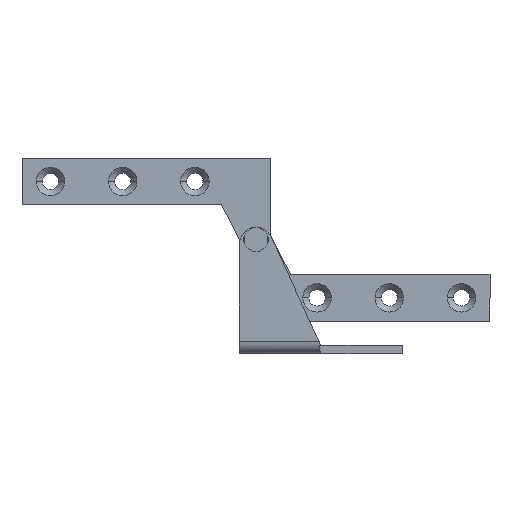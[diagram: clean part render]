
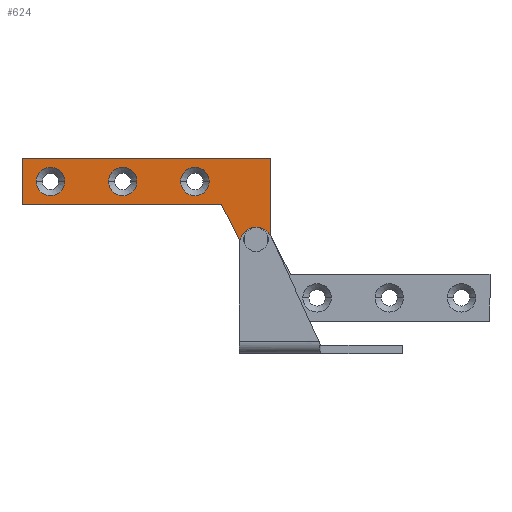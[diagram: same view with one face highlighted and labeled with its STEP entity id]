
A CAD part, top view. The second image highlights one B-rep face of the part: STEP entity #624.
In plain terms, the highlighted planar face has unit normal (0, 0, 1).
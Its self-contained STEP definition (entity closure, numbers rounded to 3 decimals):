
#21 = DIRECTION ( 'NONE',  ( 1., 0., 0. ) ) ;
#429 = DIRECTION ( 'NONE',  ( 0., 0., 1. ) ) ;
#445 = ORIENTED_EDGE ( 'NONE', *, *, #13704, .T. ) ;
#590 = EDGE_LOOP ( 'NONE', ( #6651, #13855 ) ) ;
#591 = CIRCLE ( 'NONE', #1160, 3.5 ) ;
#624 = ADVANCED_FACE ( 'NONE', ( #7523, #796, #14054, #4637, #2197 ), #9963, .F. ) ;
#796 = FACE_BOUND ( 'NONE', #590, .T. ) ;
#912 = AXIS2_PLACEMENT_3D ( 'NONE', #16646, #6268, #11583 ) ;
#974 = DIRECTION ( 'NONE',  ( 0., 0., 1. ) ) ;
#1121 = CIRCLE ( 'NONE', #1398, 3.5 ) ;
#1155 = DIRECTION ( 'NONE',  ( 1., 0., 0. ) ) ;
#1160 = AXIS2_PLACEMENT_3D ( 'NONE', #12391, #429, #11175 ) ;
#1269 = CARTESIAN_POINT ( 'NONE',  ( -3.5, 0., 0. ) ) ;
#1398 = AXIS2_PLACEMENT_3D ( 'NONE', #3736, #3990, #9327 ) ;
#1575 = LINE ( 'NONE', #6906, #11621 ) ;
#1784 = ORIENTED_EDGE ( 'NONE', *, *, #5925, .T. ) ;
#1809 = CARTESIAN_POINT ( 'NONE',  ( -3.5, -20.5, 0. ) ) ;
#2197 = FACE_OUTER_BOUND ( 'NONE', #13190, .T. ) ;
#2298 = CARTESIAN_POINT ( 'NONE',  ( 15., -14.75, 0. ) ) ;
#2564 = AXIS2_PLACEMENT_3D ( 'NONE', #15276, #15451, #4723 ) ;
#2952 = LINE ( 'NONE', #1809, #6736 ) ;
#3124 = EDGE_CURVE ( 'NONE', #6262, #12548, #13073, .T. ) ;
#3169 = ORIENTED_EDGE ( 'NONE', *, *, #7671, .T. ) ;
#3250 = EDGE_CURVE ( 'NONE', #12676, #6262, #17250, .T. ) ;
#3378 = CARTESIAN_POINT ( 'NONE',  ( 50.5, -14.75, 0. ) ) ;
#3532 = ORIENTED_EDGE ( 'NONE', *, *, #8907, .F. ) ;
#3736 = CARTESIAN_POINT ( 'NONE',  ( 32.75, -14.75, 0. ) ) ;
#3852 = VECTOR ( 'NONE', #15860, 1000. ) ;
#3990 = DIRECTION ( 'NONE',  ( 0., 0., 1. ) ) ;
#4261 = CARTESIAN_POINT ( 'NONE',  ( 29.25, -14.75, 0. ) ) ;
#4514 = CARTESIAN_POINT ( 'NONE',  ( 54., -14.75, 0. ) ) ;
#4569 = DIRECTION ( 'NONE',  ( 1., 0., 0. ) ) ;
#4593 = VERTEX_POINT ( 'NONE', #1269 ) ;
#4637 = FACE_BOUND ( 'NONE', #13234, .T. ) ;
#4653 = CIRCLE ( 'NONE', #16633, 3. ) ;
#4679 = VECTOR ( 'NONE', #9323, 1000. ) ;
#4723 = DIRECTION ( 'NONE',  ( 1., 0., 0. ) ) ;
#4974 = CARTESIAN_POINT ( 'NONE',  ( 18.5, -14.75, 0. ) ) ;
#4976 = EDGE_LOOP ( 'NONE', ( #12552, #12464 ) ) ;
#4987 = VERTEX_POINT ( 'NONE', #4974 ) ;
#5096 = CIRCLE ( 'NONE', #14844, 3.5 ) ;
#5196 = EDGE_LOOP ( 'NONE', ( #3532, #16800 ) ) ;
#5258 = EDGE_CURVE ( 'NONE', #13592, #14804, #11735, .T. ) ;
#5277 = DIRECTION ( 'NONE',  ( 0., -1., 0. ) ) ;
#5465 = CIRCLE ( 'NONE', #17177, 3.5 ) ;
#5559 = VERTEX_POINT ( 'NONE', #9474 ) ;
#5925 = EDGE_CURVE ( 'NONE', #5559, #9281, #4653, .T. ) ;
#5927 = CIRCLE ( 'NONE', #912, 3. ) ;
#5953 = CARTESIAN_POINT ( 'NONE',  ( 50.5, -14.75, 0. ) ) ;
#6262 = VERTEX_POINT ( 'NONE', #9688 ) ;
#6268 = DIRECTION ( 'NONE',  ( 0., 0., -1. ) ) ;
#6530 = ORIENTED_EDGE ( 'NONE', *, *, #3124, .T. ) ;
#6651 = ORIENTED_EDGE ( 'NONE', *, *, #7383, .F. ) ;
#6718 = CARTESIAN_POINT ( 'NONE',  ( 3., -0.5, 0. ) ) ;
#6736 = VECTOR ( 'NONE', #8288, 1000. ) ;
#6906 = CARTESIAN_POINT ( 'NONE',  ( 8.5, -9., 0. ) ) ;
#7129 = EDGE_CURVE ( 'NONE', #14804, #13592, #16505, .T. ) ;
#7383 = EDGE_CURVE ( 'NONE', #7663, #11272, #591, .T. ) ;
#7453 = CARTESIAN_POINT ( 'NONE',  ( 0., 0., 0. ) ) ;
#7523 = FACE_BOUND ( 'NONE', #4976, .T. ) ;
#7663 = VERTEX_POINT ( 'NONE', #4261 ) ;
#7671 = EDGE_CURVE ( 'NONE', #12857, #12676, #2952, .T. ) ;
#7803 = VERTEX_POINT ( 'NONE', #13064 ) ;
#7846 = CIRCLE ( 'NONE', #15919, 3.5 ) ;
#7959 = CARTESIAN_POINT ( 'NONE',  ( 47., -14.75, 0. ) ) ;
#7990 = LINE ( 'NONE', #9134, #17069 ) ;
#8162 = ORIENTED_EDGE ( 'NONE', *, *, #16441, .T. ) ;
#8288 = DIRECTION ( 'NONE',  ( 1., 0., 0. ) ) ;
#8767 = ORIENTED_EDGE ( 'NONE', *, *, #12483, .T. ) ;
#8907 = EDGE_CURVE ( 'NONE', #9614, #4987, #5096, .T. ) ;
#8967 = DIRECTION ( 'NONE',  ( 0., 0., 1. ) ) ;
#8994 = AXIS2_PLACEMENT_3D ( 'NONE', #5953, #11532, #11278 ) ;
#9044 = DIRECTION ( 'NONE',  ( 1., 0., 0. ) ) ;
#9054 = DIRECTION ( 'NONE',  ( 1., 0., 0. ) ) ;
#9114 = CARTESIAN_POINT ( 'NONE',  ( 57.5, -20.5, 0. ) ) ;
#9134 = CARTESIAN_POINT ( 'NONE',  ( -3.5, 0., 0. ) ) ;
#9281 = VERTEX_POINT ( 'NONE', #6718 ) ;
#9323 = DIRECTION ( 'NONE',  ( 0., 1., 0. ) ) ;
#9327 = DIRECTION ( 'NONE',  ( 1., 0., 0. ) ) ;
#9371 = CARTESIAN_POINT ( 'NONE',  ( 0., -0.5, 0. ) ) ;
#9474 = CARTESIAN_POINT ( 'NONE',  ( -3., -0.5, 0. ) ) ;
#9614 = VERTEX_POINT ( 'NONE', #14619 ) ;
#9688 = CARTESIAN_POINT ( 'NONE',  ( 57.5, -9., 0. ) ) ;
#9749 = EDGE_CURVE ( 'NONE', #4987, #9614, #7846, .T. ) ;
#9963 = PLANE ( 'NONE',  #2564 ) ;
#10340 = DIRECTION ( 'NONE',  ( 0., 0., 1. ) ) ;
#11175 = DIRECTION ( 'NONE',  ( 1., 0., 0. ) ) ;
#11272 = VERTEX_POINT ( 'NONE', #16335 ) ;
#11278 = DIRECTION ( 'NONE',  ( 1., 0., 0. ) ) ;
#11532 = DIRECTION ( 'NONE',  ( 0., 0., 1. ) ) ;
#11583 = DIRECTION ( 'NONE',  ( 1., 0., 0. ) ) ;
#11621 = VECTOR ( 'NONE', #12224, 1000. ) ;
#11735 = CIRCLE ( 'NONE', #17022, 3.5 ) ;
#11977 = EDGE_CURVE ( 'NONE', #11272, #7663, #1121, .T. ) ;
#12224 = DIRECTION ( 'NONE',  ( -0.453, 0.891, 0. ) ) ;
#12391 = CARTESIAN_POINT ( 'NONE',  ( 32.75, -14.75, 0. ) ) ;
#12464 = ORIENTED_EDGE ( 'NONE', *, *, #7129, .F. ) ;
#12483 = EDGE_CURVE ( 'NONE', #7803, #4593, #5465, .T. ) ;
#12548 = VERTEX_POINT ( 'NONE', #17218 ) ;
#12552 = ORIENTED_EDGE ( 'NONE', *, *, #5258, .F. ) ;
#12676 = VERTEX_POINT ( 'NONE', #9114 ) ;
#12767 = DIRECTION ( 'NONE',  ( 0., 0., 1. ) ) ;
#12857 = VERTEX_POINT ( 'NONE', #14716 ) ;
#13064 = CARTESIAN_POINT ( 'NONE',  ( 3.12, 1.586, 0. ) ) ;
#13073 = LINE ( 'NONE', #16988, #3852 ) ;
#13190 = EDGE_LOOP ( 'NONE', ( #8767, #15588, #3169, #13211, #6530, #445 ) ) ;
#13211 = ORIENTED_EDGE ( 'NONE', *, *, #3250, .T. ) ;
#13234 = EDGE_LOOP ( 'NONE', ( #1784, #8162 ) ) ;
#13374 = DIRECTION ( 'NONE',  ( 0., 0., -1. ) ) ;
#13407 = CARTESIAN_POINT ( 'NONE',  ( 57.5, -20.5, 0. ) ) ;
#13592 = VERTEX_POINT ( 'NONE', #7959 ) ;
#13704 = EDGE_CURVE ( 'NONE', #12548, #7803, #1575, .T. ) ;
#13855 = ORIENTED_EDGE ( 'NONE', *, *, #11977, .F. ) ;
#14054 = FACE_BOUND ( 'NONE', #5196, .T. ) ;
#14619 = CARTESIAN_POINT ( 'NONE',  ( 11.5, -14.75, 0. ) ) ;
#14716 = CARTESIAN_POINT ( 'NONE',  ( -3.5, -20.5, 0. ) ) ;
#14804 = VERTEX_POINT ( 'NONE', #4514 ) ;
#14844 = AXIS2_PLACEMENT_3D ( 'NONE', #2298, #974, #1155 ) ;
#15225 = CARTESIAN_POINT ( 'NONE',  ( 15., -14.75, 0. ) ) ;
#15276 = CARTESIAN_POINT ( 'NONE',  ( 0., 0., 0. ) ) ;
#15451 = DIRECTION ( 'NONE',  ( 0., 0., -1. ) ) ;
#15588 = ORIENTED_EDGE ( 'NONE', *, *, #17134, .T. ) ;
#15860 = DIRECTION ( 'NONE',  ( -1., 0., 0. ) ) ;
#15919 = AXIS2_PLACEMENT_3D ( 'NONE', #15225, #10340, #9044 ) ;
#16335 = CARTESIAN_POINT ( 'NONE',  ( 36.25, -14.75, 0. ) ) ;
#16441 = EDGE_CURVE ( 'NONE', #9281, #5559, #5927, .T. ) ;
#16505 = CIRCLE ( 'NONE', #8994, 3.5 ) ;
#16633 = AXIS2_PLACEMENT_3D ( 'NONE', #9371, #13374, #21 ) ;
#16646 = CARTESIAN_POINT ( 'NONE',  ( 0., -0.5, 0. ) ) ;
#16800 = ORIENTED_EDGE ( 'NONE', *, *, #9749, .F. ) ;
#16988 = CARTESIAN_POINT ( 'NONE',  ( 57.5, -9., 0. ) ) ;
#17022 = AXIS2_PLACEMENT_3D ( 'NONE', #3378, #8967, #9054 ) ;
#17069 = VECTOR ( 'NONE', #5277, 1000. ) ;
#17134 = EDGE_CURVE ( 'NONE', #4593, #12857, #7990, .T. ) ;
#17177 = AXIS2_PLACEMENT_3D ( 'NONE', #7453, #12767, #4569 ) ;
#17218 = CARTESIAN_POINT ( 'NONE',  ( 8.5, -9., 0. ) ) ;
#17250 = LINE ( 'NONE', #13407, #4679 ) ;
